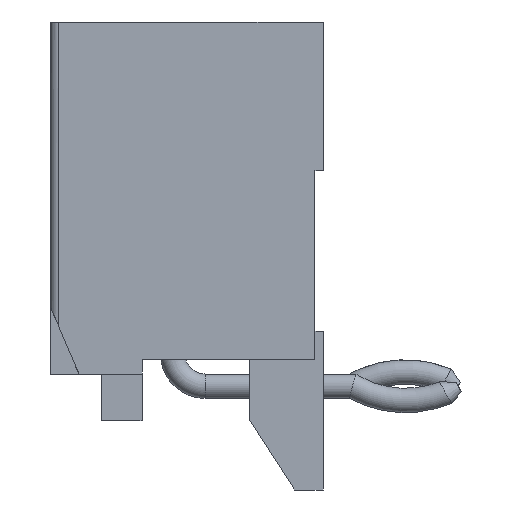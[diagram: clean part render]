
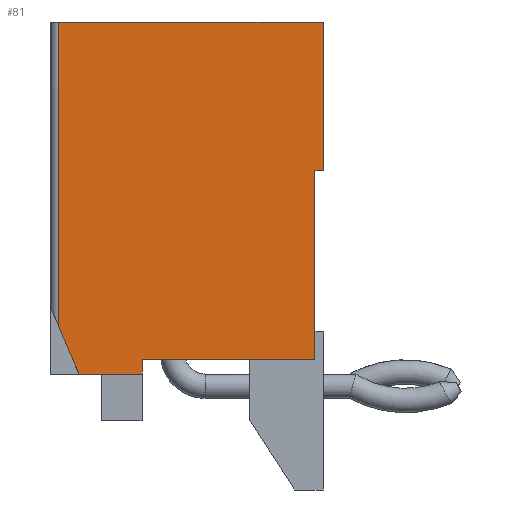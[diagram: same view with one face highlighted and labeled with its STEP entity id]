
A CAD part, left-side view. The second image highlights one B-rep face of the part: STEP entity #81.
In plain terms, the highlighted planar face has unit normal (-1, 0, 0).
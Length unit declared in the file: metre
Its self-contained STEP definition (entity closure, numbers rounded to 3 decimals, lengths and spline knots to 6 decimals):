
#81 = ADVANCED_FACE( '', ( #787 ), #788, .T. );
#787 = FACE_OUTER_BOUND( '', #2457, .T. );
#788 = PLANE( '', #2458 );
#2457 = EDGE_LOOP( '', ( #5519, #5520, #5521, #5522, #5523, #5524, #5525, #5526, #5527 ) );
#2458 = AXIS2_PLACEMENT_3D( '', #5528, #5529, #5530 );
#5519 = ORIENTED_EDGE( '', *, *, #10305, .T. );
#5520 = ORIENTED_EDGE( '', *, *, #10387, .T. );
#5521 = ORIENTED_EDGE( '', *, *, #10443, .T. );
#5522 = ORIENTED_EDGE( '', *, *, #10262, .T. );
#5523 = ORIENTED_EDGE( '', *, *, #10444, .T. );
#5524 = ORIENTED_EDGE( '', *, *, #10445, .F. );
#5525 = ORIENTED_EDGE( '', *, *, #10446, .T. );
#5526 = ORIENTED_EDGE( '', *, *, #10447, .F. );
#5527 = ORIENTED_EDGE( '', *, *, #10448, .T. );
#5528 = CARTESIAN_POINT( '', ( -0.01995, 0.00335, -0.004325 ) );
#5529 = DIRECTION( '', ( -1., 0., 0. ) );
#5530 = DIRECTION( '', ( 0., 0., 1. ) );
#10262 = EDGE_CURVE( '', #11939, #11937, #11940, .T. );
#10305 = EDGE_CURVE( '', #12025, #12023, #12026, .T. );
#10387 = EDGE_CURVE( '', #12023, #12187, #12189, .T. );
#10443 = EDGE_CURVE( '', #12187, #11939, #12293, .T. );
#10444 = EDGE_CURVE( '', #11937, #12294, #12295, .T. );
#10445 = EDGE_CURVE( '', #12296, #12294, #12297, .T. );
#10446 = EDGE_CURVE( '', #12296, #12298, #12299, .T. );
#10447 = EDGE_CURVE( '', #12300, #12298, #12301, .T. );
#10448 = EDGE_CURVE( '', #12300, #12025, #12302, .T. );
#11937 = VERTEX_POINT( '', #14840 );
#11939 = VERTEX_POINT( '', #14843 );
#11940 = LINE( '', #14844, #14845 );
#12023 = VERTEX_POINT( '', #15398 );
#12025 = VERTEX_POINT( '', #15401 );
#12026 = LINE( '', #15402, #15403 );
#12187 = VERTEX_POINT( '', #15698 );
#12189 = LINE( '', #15701, #15702 );
#12293 = LINE( '', #16022, #16023 );
#12294 = VERTEX_POINT( '', #16024 );
#12295 = LINE( '', #16025, #16026 );
#12296 = VERTEX_POINT( '', #16027 );
#12297 = LINE( '', #16028, #16029 );
#12298 = VERTEX_POINT( '', #16030 );
#12299 = LINE( '', #16031, #16032 );
#12300 = VERTEX_POINT( '', #16033 );
#12301 = LINE( '', #16034, #16035 );
#12302 = LINE( '', #16036, #16037 );
#14840 = CARTESIAN_POINT( '', ( -0.01995, -0.00315, -0.003975 ) );
#14843 = CARTESIAN_POINT( '', ( -0.01995, 0.0011, -0.003975 ) );
#14844 = CARTESIAN_POINT( '', ( -0.01995, 0.0011, -0.003975 ) );
#14845 = VECTOR( '', #20353, 1. );
#15398 = CARTESIAN_POINT( '', ( -0.01995, 0.00265, -0.004325 ) );
#15401 = CARTESIAN_POINT( '', ( -0.01995, 0.00315, -0.003146 ) );
#15402 = CARTESIAN_POINT( '', ( -0.01995, 0.00315, -0.003146 ) );
#15403 = VECTOR( '', #20366, 1. );
#15698 = CARTESIAN_POINT( '', ( -0.01995, 0.0011, -0.004325 ) );
#15701 = CARTESIAN_POINT( '', ( -0.01995, 0.00265, -0.004325 ) );
#15702 = VECTOR( '', #20449, 1. );
#16022 = CARTESIAN_POINT( '', ( -0.01995, 0.0011, -0.004325 ) );
#16023 = VECTOR( '', #20497, 1. );
#16024 = CARTESIAN_POINT( '', ( -0.01995, -0.00315, 0.000675 ) );
#16025 = CARTESIAN_POINT( '', ( -0.01995, -0.00315, -0.003975 ) );
#16026 = VECTOR( '', #20498, 1. );
#16027 = CARTESIAN_POINT( '', ( -0.01995, -0.00335, 0.000675 ) );
#16028 = CARTESIAN_POINT( '', ( -0.01995, -0.00335, 0.000675 ) );
#16029 = VECTOR( '', #20499, 1. );
#16030 = CARTESIAN_POINT( '', ( -0.01995, -0.00335, 0.004325 ) );
#16031 = CARTESIAN_POINT( '', ( -0.01995, -0.00335, 0.000675 ) );
#16032 = VECTOR( '', #20500, 1. );
#16033 = CARTESIAN_POINT( '', ( -0.01995, 0.00315, 0.004325 ) );
#16034 = CARTESIAN_POINT( '', ( -0.01995, 0.00315, 0.004325 ) );
#16035 = VECTOR( '', #20501, 1. );
#16036 = CARTESIAN_POINT( '', ( -0.01995, 0.00315, 0.004325 ) );
#16037 = VECTOR( '', #20502, 1. );
#20353 = DIRECTION( '', ( 0., -1., 0. ) );
#20366 = DIRECTION( '', ( 0., -0.391, -0.921 ) );
#20449 = DIRECTION( '', ( 0., -1., 0. ) );
#20497 = DIRECTION( '', ( 0., 0., 1. ) );
#20498 = DIRECTION( '', ( 0., 0., 1. ) );
#20499 = DIRECTION( '', ( 0., 1., 0. ) );
#20500 = DIRECTION( '', ( 0., 0., 1. ) );
#20501 = DIRECTION( '', ( 0., -1., 0. ) );
#20502 = DIRECTION( '', ( 0., 0., -1. ) );
